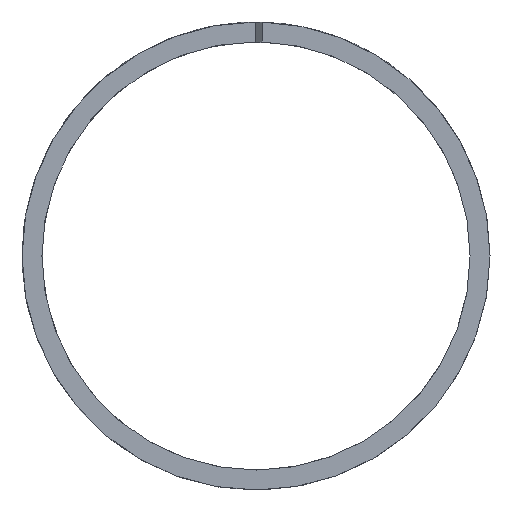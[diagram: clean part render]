
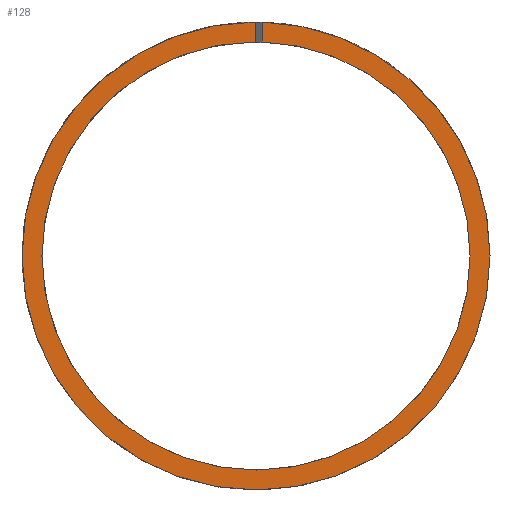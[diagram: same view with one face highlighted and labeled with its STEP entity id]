
A CAD part, front view. The second image highlights one B-rep face of the part: STEP entity #128.
In plain terms, the highlighted planar face has unit normal (0, -1, 0).
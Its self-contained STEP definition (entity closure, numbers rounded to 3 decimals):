
#1=DIRECTION('',(0.,0.,-1.));
#2=VECTOR('',#1,4.);
#3=CARTESIAN_POINT('',(-0.182,-1.5,47.));
#4=LINE('',#3,#2);
#5=CARTESIAN_POINT('',(0.,-1.5,0.));
#6=DIRECTION('',(0.,-1.,0.));
#7=DIRECTION('',(1.,0.,0.));
#8=AXIS2_PLACEMENT_3D('',#5,#6,#7);
#10=DIRECTION('',(0.,0.,-1.));
#11=VECTOR('',#10,4.002);
#12=CARTESIAN_POINT('',(1.232,-1.5,46.984));
#13=LINE('',#12,#11);
#14=CARTESIAN_POINT('',(0.,-1.5,0.));
#15=DIRECTION('',(0.,1.,0.));
#16=DIRECTION('',(0.026,0.,1.));
#17=AXIS2_PLACEMENT_3D('',#14,#15,#16);
#29=CARTESIAN_POINT('',(0.,-1.5,0.));
#30=DIRECTION('',(0.,-1.,0.));
#31=DIRECTION('',(-0.004,0.,1.));
#32=AXIS2_PLACEMENT_3D('',#29,#30,#31);
#70=CARTESIAN_POINT('',(0.,-1.5,0.));
#71=DIRECTION('',(0.,1.,0.));
#72=DIRECTION('',(1.,0.,0.));
#73=AXIS2_PLACEMENT_3D('',#70,#71,#72);
#85=CARTESIAN_POINT('',(47.,-1.5,0.));
#87=VERTEX_POINT('',#85);
#89=CARTESIAN_POINT('',(43.,-1.5,0.));
#91=VERTEX_POINT('',#89);
#93=CARTESIAN_POINT('',(-0.182,-1.5,47.));
#94=CARTESIAN_POINT('',(-0.182,-1.5,43.));
#95=VERTEX_POINT('',#93);
#96=VERTEX_POINT('',#94);
#97=CARTESIAN_POINT('',(1.232,-1.5,46.984));
#98=CARTESIAN_POINT('',(1.232,-1.5,42.982));
#99=VERTEX_POINT('',#97);
#100=VERTEX_POINT('',#98);
#109=CARTESIAN_POINT('',(0.,-1.5,0.));
#110=DIRECTION('',(0.,1.,0.));
#111=DIRECTION('',(1.,0.,0.));
#112=AXIS2_PLACEMENT_3D('',#109,#110,#111);
#113=PLANE('',#112);
#115=ORIENTED_EDGE('',*,*,#114,.T.);
#117=ORIENTED_EDGE('',*,*,#116,.F.);
#119=ORIENTED_EDGE('',*,*,#118,.T.);
#121=ORIENTED_EDGE('',*,*,#120,.F.);
#123=ORIENTED_EDGE('',*,*,#122,.T.);
#125=ORIENTED_EDGE('',*,*,#124,.F.);
#126=EDGE_LOOP('',(#115,#117,#119,#121,#123,#125));
#127=FACE_OUTER_BOUND('',#126,.F.);
#128=ADVANCED_FACE('',(#127),#113,.F.);
#9=CIRCLE('',#8,43.);
#18=CIRCLE('',#17,47.);
#33=CIRCLE('',#32,47.);
#74=CIRCLE('',#73,43.);
#114=EDGE_CURVE('',#95,#96,#4,.T.);
#116=EDGE_CURVE('',#91,#96,#74,.T.);
#118=EDGE_CURVE('',#91,#100,#9,.T.);
#120=EDGE_CURVE('',#99,#100,#13,.T.);
#122=EDGE_CURVE('',#99,#87,#18,.T.);
#124=EDGE_CURVE('',#95,#87,#33,.T.);
